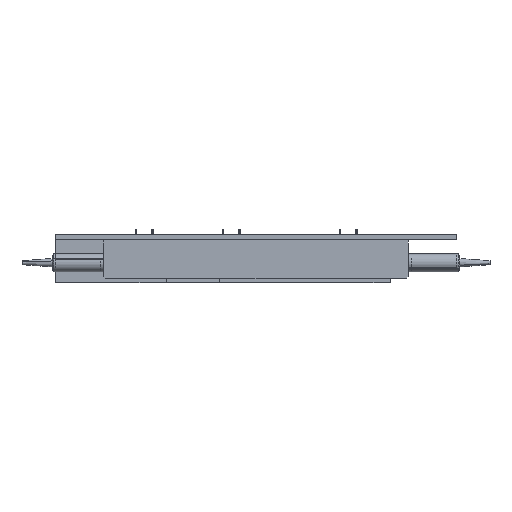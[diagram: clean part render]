
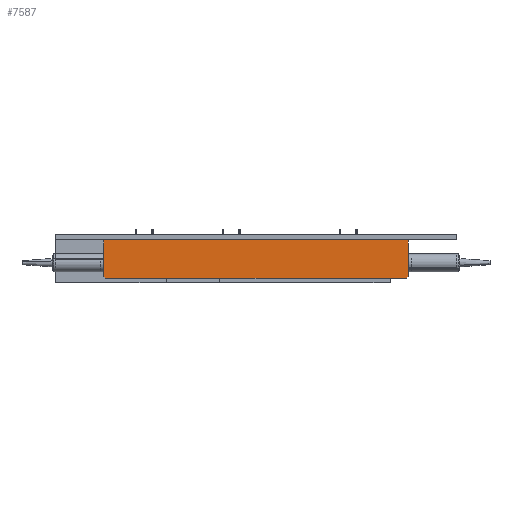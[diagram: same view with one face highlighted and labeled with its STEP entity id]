
A CAD part, front view. The second image highlights one B-rep face of the part: STEP entity #7587.
In plain terms, the highlighted planar face has unit normal (0, -1, 0).
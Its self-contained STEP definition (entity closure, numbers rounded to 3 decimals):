
#16 = LINE ( 'NONE', #1088, #5674 ) ;
#676 = LINE ( 'NONE', #8421, #8583 ) ;
#714 = DIRECTION ( 'NONE',  ( -1., 0., 0. ) ) ;
#1088 = CARTESIAN_POINT ( 'NONE',  ( 45.5, 0., 5.85 ) ) ;
#1095 = LINE ( 'NONE', #3557, #2774 ) ;
#1124 = CARTESIAN_POINT ( 'NONE',  ( -25.425, 0., 25.425 ) ) ;
#1236 = CARTESIAN_POINT ( 'NONE',  ( 0., 0., 0. ) ) ;
#1494 = FACE_OUTER_BOUND ( 'NONE', #1968, .T. ) ;
#1577 = VECTOR ( 'NONE', #8408, 1000. ) ;
#1758 = CARTESIAN_POINT ( 'NONE',  ( 45., 0., -5.85 ) ) ;
#1968 = EDGE_LOOP ( 'NONE', ( #7552, #7866, #9917, #9366, #2153, #8464, #6492, #6873 ) ) ;
#2064 = EDGE_CURVE ( 'NONE', #2870, #2328, #7806, .T. ) ;
#2153 = ORIENTED_EDGE ( 'NONE', *, *, #7873, .F. ) ;
#2328 = VERTEX_POINT ( 'NONE', #6776 ) ;
#2362 = VERTEX_POINT ( 'NONE', #7075 ) ;
#2522 = LINE ( 'NONE', #3047, #1577 ) ;
#2774 = VECTOR ( 'NONE', #5051, 1000. ) ;
#2870 = VERTEX_POINT ( 'NONE', #8326 ) ;
#3043 = CARTESIAN_POINT ( 'NONE',  ( 45., 0., 5.85 ) ) ;
#3044 = LINE ( 'NONE', #4231, #3504 ) ;
#3047 = CARTESIAN_POINT ( 'NONE',  ( 25.425, 0., 25.425 ) ) ;
#3185 = EDGE_CURVE ( 'NONE', #8729, #2362, #1095, .T. ) ;
#3332 = EDGE_CURVE ( 'NONE', #6330, #7097, #2522, .T. ) ;
#3381 = VECTOR ( 'NONE', #8616, 1000. ) ;
#3424 = CARTESIAN_POINT ( 'NONE',  ( -45., 0., 5.85 ) ) ;
#3504 = VECTOR ( 'NONE', #5791, 1000. ) ;
#3557 = CARTESIAN_POINT ( 'NONE',  ( 25.425, 0., -25.425 ) ) ;
#4231 = CARTESIAN_POINT ( 'NONE',  ( -25.425, 0., -25.425 ) ) ;
#4931 = DIRECTION ( 'NONE',  ( 0., 0., -1. ) ) ;
#5003 = VERTEX_POINT ( 'NONE', #3424 ) ;
#5051 = DIRECTION ( 'NONE',  ( 0.707, 0., 0.707 ) ) ;
#5265 = EDGE_CURVE ( 'NONE', #8729, #8940, #676, .T. ) ;
#5674 = VECTOR ( 'NONE', #4931, 1000. ) ;
#5747 = DIRECTION ( 'NONE',  ( 0., 0., 1. ) ) ;
#5791 = DIRECTION ( 'NONE',  ( 0.707, 0., -0.707 ) ) ;
#5816 = CARTESIAN_POINT ( 'NONE',  ( 45.5, 0., 5.35 ) ) ;
#5824 = PLANE ( 'NONE',  #8297 ) ;
#6330 = VERTEX_POINT ( 'NONE', #5816 ) ;
#6492 = ORIENTED_EDGE ( 'NONE', *, *, #8661, .F. ) ;
#6518 = VECTOR ( 'NONE', #5747, 1000. ) ;
#6776 = CARTESIAN_POINT ( 'NONE',  ( -45.5, 0., 5.35 ) ) ;
#6873 = ORIENTED_EDGE ( 'NONE', *, *, #8866, .T. ) ;
#7065 = CARTESIAN_POINT ( 'NONE',  ( -45.5, 0., 5.85 ) ) ;
#7075 = CARTESIAN_POINT ( 'NONE',  ( 45.5, 0., -5.35 ) ) ;
#7097 = VERTEX_POINT ( 'NONE', #3043 ) ;
#7110 = VECTOR ( 'NONE', #7982, 1000. ) ;
#7552 = ORIENTED_EDGE ( 'NONE', *, *, #2064, .F. ) ;
#7578 = EDGE_CURVE ( 'NONE', #2870, #8940, #3044, .T. ) ;
#7582 = LINE ( 'NONE', #1124, #7110 ) ;
#7587 = ADVANCED_FACE ( 'NONE', ( #1494 ), #5824, .T. ) ;
#7806 = LINE ( 'NONE', #8009, #6518 ) ;
#7866 = ORIENTED_EDGE ( 'NONE', *, *, #7578, .T. ) ;
#7873 = EDGE_CURVE ( 'NONE', #6330, #2362, #16, .T. ) ;
#7982 = DIRECTION ( 'NONE',  ( -0.707, 0., -0.707 ) ) ;
#8009 = CARTESIAN_POINT ( 'NONE',  ( -45.5, 0., 5.85 ) ) ;
#8119 = DIRECTION ( 'NONE',  ( 0., -1., 0. ) ) ;
#8193 = CARTESIAN_POINT ( 'NONE',  ( -45., 0., -5.85 ) ) ;
#8297 = AXIS2_PLACEMENT_3D ( 'NONE', #1236, #8119, #9658 ) ;
#8326 = CARTESIAN_POINT ( 'NONE',  ( -45.5, 0., -5.35 ) ) ;
#8408 = DIRECTION ( 'NONE',  ( -0.707, 0., 0.707 ) ) ;
#8421 = CARTESIAN_POINT ( 'NONE',  ( -45.5, 0., -5.85 ) ) ;
#8464 = ORIENTED_EDGE ( 'NONE', *, *, #3332, .T. ) ;
#8583 = VECTOR ( 'NONE', #714, 1000. ) ;
#8616 = DIRECTION ( 'NONE',  ( 1., 0., 0. ) ) ;
#8661 = EDGE_CURVE ( 'NONE', #5003, #7097, #9383, .T. ) ;
#8729 = VERTEX_POINT ( 'NONE', #1758 ) ;
#8866 = EDGE_CURVE ( 'NONE', #5003, #2328, #7582, .T. ) ;
#8940 = VERTEX_POINT ( 'NONE', #8193 ) ;
#9366 = ORIENTED_EDGE ( 'NONE', *, *, #3185, .T. ) ;
#9383 = LINE ( 'NONE', #7065, #3381 ) ;
#9658 = DIRECTION ( 'NONE',  ( 0., 0., -1. ) ) ;
#9917 = ORIENTED_EDGE ( 'NONE', *, *, #5265, .F. ) ;
